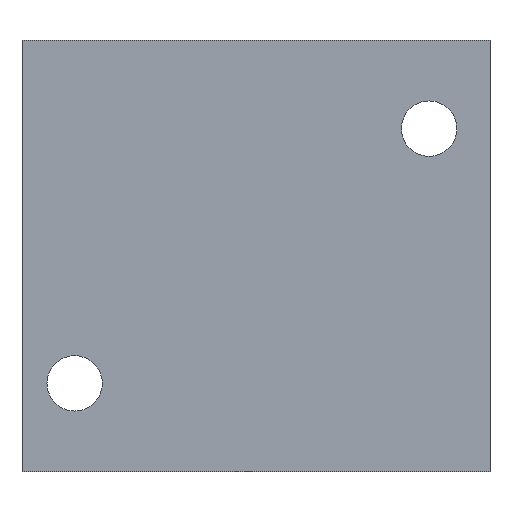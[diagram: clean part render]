
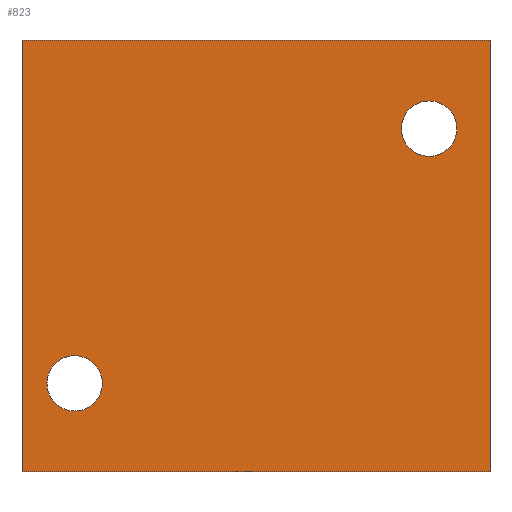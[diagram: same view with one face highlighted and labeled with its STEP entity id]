
A CAD part, front view. The second image highlights one B-rep face of the part: STEP entity #823.
In plain terms, the highlighted planar face has unit normal (0, -1, 0).
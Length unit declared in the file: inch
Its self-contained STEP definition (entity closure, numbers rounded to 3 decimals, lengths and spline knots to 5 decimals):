
#45 = CARTESIAN_POINT ( 'NONE',  ( -0.62992, -0.70866, -0.55126 ) ) ;
#85 = EDGE_CURVE ( 'NONE', #1279, #907, #600, .T. ) ;
#331 = CARTESIAN_POINT ( 'NONE',  ( 0.62992, -0.70866, 0.35426 ) ) ;
#335 = VECTOR ( 'NONE', #539, 39.37008 ) ;
#395 = VERTEX_POINT ( 'NONE', #473 ) ;
#435 = CIRCLE ( 'NONE', #2095, 0.0985 ) ;
#468 = CARTESIAN_POINT ( 'NONE',  ( 0., -0.70866, 0.7675 ) ) ;
#473 = CARTESIAN_POINT ( 'NONE',  ( 0.8465, -0.70866, -0.7675 ) ) ;
#539 = DIRECTION ( 'NONE',  ( -1., 0., 0. ) ) ;
#555 = CIRCLE ( 'NONE', #3329, 0.0985 ) ;
#600 = LINE ( 'NONE', #1823, #1439 ) ;
#698 = FACE_OUTER_BOUND ( 'NONE', #1460, .T. ) ;
#740 = DIRECTION ( 'NONE',  ( 0., 1., 0. ) ) ;
#761 = DIRECTION ( 'NONE',  ( 0., 0., -1. ) ) ;
#816 = CARTESIAN_POINT ( 'NONE',  ( 0., -0.70866, 0.7675 ) ) ;
#823 = ADVANCED_FACE ( 'NONE', ( #1070, #2579, #698 ), #2347, .F. ) ;
#857 = EDGE_CURVE ( 'NONE', #1307, #907, #915, .T. ) ;
#891 = ORIENTED_EDGE ( 'NONE', *, *, #4170, .T. ) ;
#907 = VERTEX_POINT ( 'NONE', #3825 ) ;
#915 = LINE ( 'NONE', #816, #335 ) ;
#999 = DIRECTION ( 'NONE',  ( 0., 0., 1. ) ) ;
#1030 = AXIS2_PLACEMENT_3D ( 'NONE', #468, #2039, #2423 ) ;
#1070 = FACE_BOUND ( 'NONE', #3652, .T. ) ;
#1193 = EDGE_CURVE ( 'NONE', #395, #1307, #1574, .T. ) ;
#1259 = VERTEX_POINT ( 'NONE', #45 ) ;
#1279 = VERTEX_POINT ( 'NONE', #3917 ) ;
#1307 = VERTEX_POINT ( 'NONE', #4264 ) ;
#1318 = ORIENTED_EDGE ( 'NONE', *, *, #2854, .T. ) ;
#1439 = VECTOR ( 'NONE', #999, 39.37008 ) ;
#1456 = DIRECTION ( 'NONE',  ( 0., 1., 0. ) ) ;
#1460 = EDGE_LOOP ( 'NONE', ( #3214, #2834, #3535, #3418 ) ) ;
#1487 = VECTOR ( 'NONE', #1561, 39.37008 ) ;
#1561 = DIRECTION ( 'NONE',  ( -1., 0., 0. ) ) ;
#1574 = LINE ( 'NONE', #3033, #3677 ) ;
#1579 = DIRECTION ( 'NONE',  ( 0., 0., 1. ) ) ;
#1596 = CIRCLE ( 'NONE', #2631, 0.0985 ) ;
#1763 = CARTESIAN_POINT ( 'NONE',  ( 0.62992, -0.70866, 0.55126 ) ) ;
#1823 = CARTESIAN_POINT ( 'NONE',  ( -0.817, -0.70866, -0.7675 ) ) ;
#1916 = CIRCLE ( 'NONE', #4659, 0.0985 ) ;
#2033 = ORIENTED_EDGE ( 'NONE', *, *, #3321, .T. ) ;
#2039 = DIRECTION ( 'NONE',  ( 0., 1., 0. ) ) ;
#2093 = VERTEX_POINT ( 'NONE', #1763 ) ;
#2095 = AXIS2_PLACEMENT_3D ( 'NONE', #4462, #2643, #761 ) ;
#2293 = CARTESIAN_POINT ( 'NONE',  ( -0.62992, -0.70866, -0.35426 ) ) ;
#2347 = PLANE ( 'NONE',  #1030 ) ;
#2423 = DIRECTION ( 'NONE',  ( 0., 0., 1. ) ) ;
#2579 = FACE_BOUND ( 'NONE', #4574, .T. ) ;
#2631 = AXIS2_PLACEMENT_3D ( 'NONE', #3015, #4522, #1579 ) ;
#2643 = DIRECTION ( 'NONE',  ( 0., 1., 0. ) ) ;
#2663 = DIRECTION ( 'NONE',  ( 0., 0., -1. ) ) ;
#2834 = ORIENTED_EDGE ( 'NONE', *, *, #4747, .F. ) ;
#2854 = EDGE_CURVE ( 'NONE', #2093, #3144, #555, .T. ) ;
#2878 = VERTEX_POINT ( 'NONE', #2293 ) ;
#3015 = CARTESIAN_POINT ( 'NONE',  ( -0.62992, -0.70866, -0.45276 ) ) ;
#3033 = CARTESIAN_POINT ( 'NONE',  ( 0.8465, -0.70866, -1.04507 ) ) ;
#3063 = EDGE_CURVE ( 'NONE', #2878, #1259, #1916, .T. ) ;
#3144 = VERTEX_POINT ( 'NONE', #331 ) ;
#3214 = ORIENTED_EDGE ( 'NONE', *, *, #85, .F. ) ;
#3264 = ORIENTED_EDGE ( 'NONE', *, *, #3063, .T. ) ;
#3321 = EDGE_CURVE ( 'NONE', #1259, #2878, #1596, .T. ) ;
#3329 = AXIS2_PLACEMENT_3D ( 'NONE', #4123, #740, #2663 ) ;
#3387 = DIRECTION ( 'NONE',  ( 0., 0., 1. ) ) ;
#3418 = ORIENTED_EDGE ( 'NONE', *, *, #857, .T. ) ;
#3445 = CARTESIAN_POINT ( 'NONE',  ( 0., -0.70866, -0.7675 ) ) ;
#3535 = ORIENTED_EDGE ( 'NONE', *, *, #1193, .T. ) ;
#3652 = EDGE_LOOP ( 'NONE', ( #1318, #891 ) ) ;
#3677 = VECTOR ( 'NONE', #3387, 39.37008 ) ;
#3825 = CARTESIAN_POINT ( 'NONE',  ( -0.817, -0.70866, 0.7675 ) ) ;
#3831 = LINE ( 'NONE', #3445, #1487 ) ;
#3917 = CARTESIAN_POINT ( 'NONE',  ( -0.817, -0.70866, -0.7675 ) ) ;
#4123 = CARTESIAN_POINT ( 'NONE',  ( 0.62992, -0.70866, 0.45276 ) ) ;
#4170 = EDGE_CURVE ( 'NONE', #3144, #2093, #435, .T. ) ;
#4264 = CARTESIAN_POINT ( 'NONE',  ( 0.8465, -0.70866, 0.7675 ) ) ;
#4462 = CARTESIAN_POINT ( 'NONE',  ( 0.62992, -0.70866, 0.45276 ) ) ;
#4522 = DIRECTION ( 'NONE',  ( 0., 1., 0. ) ) ;
#4574 = EDGE_LOOP ( 'NONE', ( #3264, #2033 ) ) ;
#4659 = AXIS2_PLACEMENT_3D ( 'NONE', #4862, #1456, #4810 ) ;
#4747 = EDGE_CURVE ( 'NONE', #395, #1279, #3831, .T. ) ;
#4810 = DIRECTION ( 'NONE',  ( 0., 0., 1. ) ) ;
#4862 = CARTESIAN_POINT ( 'NONE',  ( -0.62992, -0.70866, -0.45276 ) ) ;
